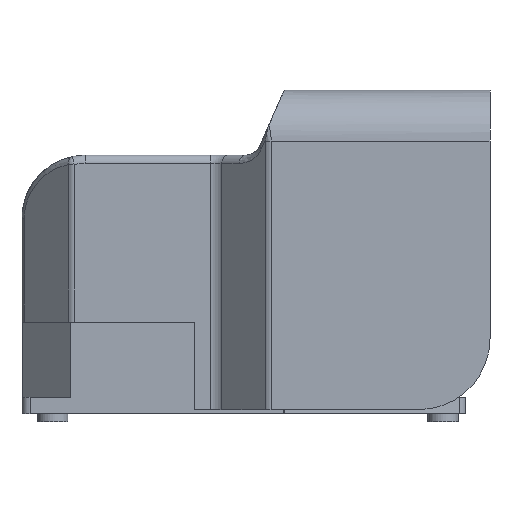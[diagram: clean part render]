
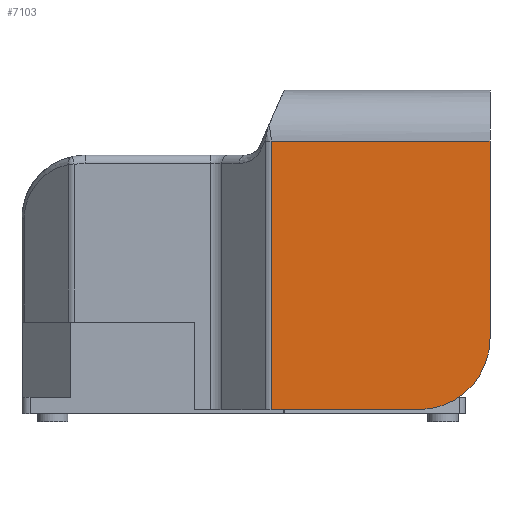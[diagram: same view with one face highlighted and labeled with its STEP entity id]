
A CAD part, front view. The second image highlights one B-rep face of the part: STEP entity #7103.
In plain terms, the highlighted planar face has unit normal (0, -1, 0).
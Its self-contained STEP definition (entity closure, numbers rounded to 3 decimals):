
#4659=CARTESIAN_POINT('',(80.0,-76.5,0.0));
#4660=VERTEX_POINT('',#4659);
#4667=CARTESIAN_POINT('',(7.446,-76.5,0.0));
#4668=VERTEX_POINT('',#4667);
#4669=CARTESIAN_POINT('',(7.446,-76.5,0.0));
#4670=DIRECTION('',(1.0,0.0,0.0));
#4671=VECTOR('',#4670,72.554);
#4672=LINE('',#4669,#4671);
#4673=EDGE_CURVE('',#4668,#4660,#4672,.T.);
#5940=CARTESIAN_POINT('',(115.0,-76.5,132.0));
#5941=VERTEX_POINT('',#5940);
#5949=CARTESIAN_POINT('',(115.0,-76.5,35.0));
#5950=VERTEX_POINT('',#5949);
#5951=CARTESIAN_POINT('',(115.0,-76.5,35.0));
#5952=DIRECTION('',(0.0,0.0,1.0));
#5953=VECTOR('',#5952,97.0);
#5954=LINE('',#5951,#5953);
#5955=EDGE_CURVE('',#5950,#5941,#5954,.T.);
#6921=CARTESIAN_POINT('',(7.446,-76.5,132.0));
#6922=VERTEX_POINT('',#6921);
#6954=CARTESIAN_POINT('',(7.446,-76.5,0.0));
#6955=DIRECTION('',(0.0,0.0,1.0));
#6956=VECTOR('',#6955,132.0);
#6957=LINE('',#6954,#6956);
#6958=EDGE_CURVE('',#4668,#6922,#6957,.T.);
#7031=CARTESIAN_POINT('',(80.0,-76.5,35.0));
#7032=DIRECTION('',(0.0,1.,0.0));
#7033=DIRECTION('',(0.707,0.0,-0.707));
#7034=AXIS2_PLACEMENT_3D('',#7031,#7032,#7033);
#7035=CIRCLE('',#7034,35.0);
#7036=EDGE_CURVE('',#5950,#4660,#7035,.T.);
#7078=CARTESIAN_POINT('',(7.446,-76.5,132.0));
#7079=DIRECTION('',(1.0,0.0,0.0));
#7080=VECTOR('',#7079,107.554);
#7081=LINE('',#7078,#7080);
#7082=EDGE_CURVE('',#6922,#5941,#7081,.T.);
#7091=CARTESIAN_POINT('',(115.0,-76.5,0.0));
#7092=DIRECTION('',(0.0,-1.0,0.0));
#7093=DIRECTION('',(0.0,0.0,-1.0));
#7094=AXIS2_PLACEMENT_3D('',#7091,#7092,#7093);
#7095=PLANE('',#7094);
#7096=ORIENTED_EDGE('',*,*,#6958,.F.);
#7097=ORIENTED_EDGE('',*,*,#4673,.T.);
#7098=ORIENTED_EDGE('',*,*,#7036,.F.);
#7099=ORIENTED_EDGE('',*,*,#5955,.T.);
#7100=ORIENTED_EDGE('',*,*,#7082,.F.);
#7101=EDGE_LOOP('',(#7096,#7097,#7098,#7099,#7100));
#7102=FACE_OUTER_BOUND('',#7101,.T.);
#7103=ADVANCED_FACE('',(#7102),#7095,.T.);
